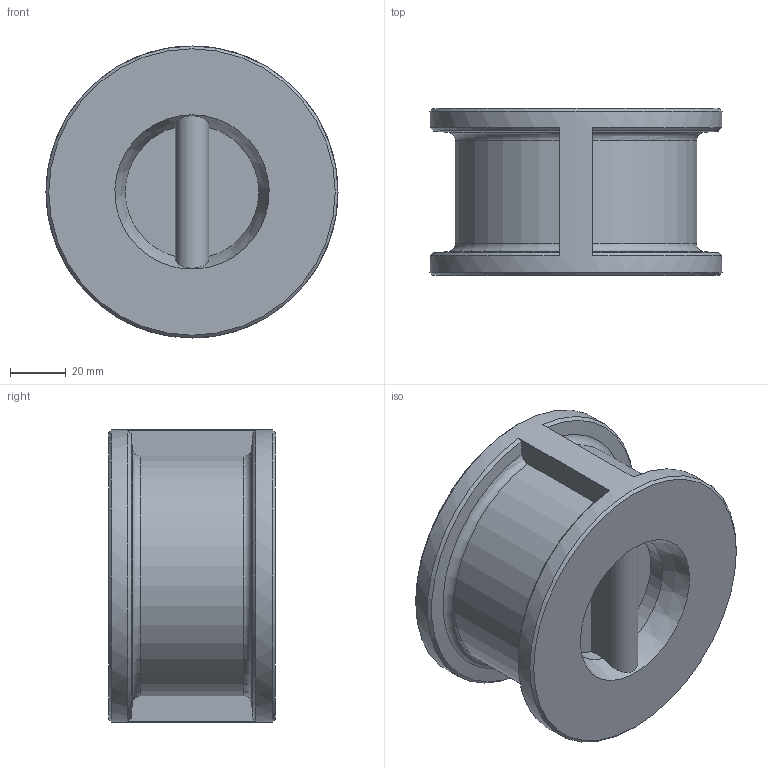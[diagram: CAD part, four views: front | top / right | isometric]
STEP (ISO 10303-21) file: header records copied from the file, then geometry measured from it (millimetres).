
FILE_DESCRIPTION (( 'STEP AP214' ), '1' );
FILE_NAME ('916-50 ANSI150_Dummy.STEP', '2024-01-19T14:18:15', ( '' ), ( '' ), 'SwSTEP 2.0', 'SolidWorks 2022', '' );
FILE_SCHEMA (( 'AUTOMOTIVE_DESIGN' ));
Length unit declared in the file: millimetre
Products named in the file (1): 916-50 ANSI150_Dummy
Bounding box: 105 x 60 x 105 mm (x, y, z)
Volume: 271976.9 mm3; surface area: 55787.3 mm2
Topology: 3 solids, 3 shells, 58 faces, 135 edges, 89 vertices
Faces by surface type: cylinder 19, plane 17, cone 12, torus 6, sphere 4
Full cylindrical faces by diameter (mm): 6 x1, 7 x1, 62 x1, 105 x1
Entity records: 2160 total; most frequent: CARTESIAN_POINT 881, DIRECTION 248, ORIENTED_EDGE 244, EDGE_CURVE 122, AXIS2_PLACEMENT_3D 109, VERTEX_POINT 84, EDGE_LOOP 72, FACE_OUTER_BOUND 62
